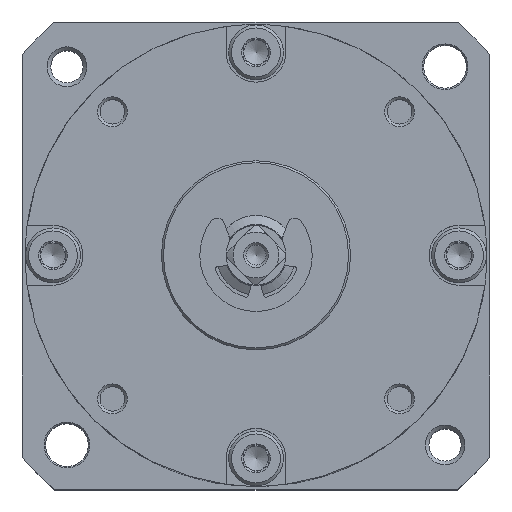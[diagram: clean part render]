
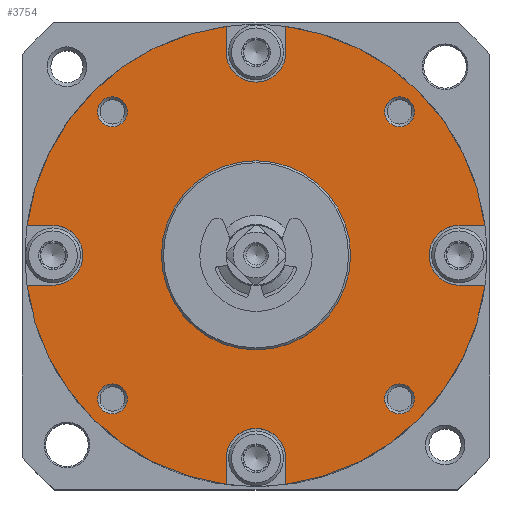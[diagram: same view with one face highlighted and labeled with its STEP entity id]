
A CAD part, top view. The second image highlights one B-rep face of the part: STEP entity #3754.
In plain terms, the highlighted face is planar.
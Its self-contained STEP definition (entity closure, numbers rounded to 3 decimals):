
#54=PLANE('',#4090);
#303=LINE('',#6099,#523);
#304=LINE('',#6103,#524);
#305=LINE('',#6104,#525);
#306=LINE('',#6108,#526);
#307=LINE('',#6109,#527);
#308=LINE('',#6113,#528);
#309=LINE('',#6114,#529);
#310=LINE('',#6118,#530);
#523=VECTOR('',#4697,1000.);
#524=VECTOR('',#4700,1000.);
#525=VECTOR('',#4701,1000.);
#526=VECTOR('',#4704,1000.);
#527=VECTOR('',#4705,1000.);
#528=VECTOR('',#4708,1000.);
#529=VECTOR('',#4709,1000.);
#530=VECTOR('',#4712,1000.);
#808=ORIENTED_EDGE('',*,*,#1828,.F.);
#809=ORIENTED_EDGE('',*,*,#1829,.F.);
#810=ORIENTED_EDGE('',*,*,#1830,.T.);
#811=ORIENTED_EDGE('',*,*,#1821,.F.);
#812=ORIENTED_EDGE('',*,*,#1831,.F.);
#813=ORIENTED_EDGE('',*,*,#1832,.T.);
#814=ORIENTED_EDGE('',*,*,#1833,.T.);
#815=ORIENTED_EDGE('',*,*,#1817,.F.);
#816=ORIENTED_EDGE('',*,*,#1834,.F.);
#817=ORIENTED_EDGE('',*,*,#1835,.T.);
#818=ORIENTED_EDGE('',*,*,#1836,.T.);
#819=ORIENTED_EDGE('',*,*,#1813,.F.);
#820=ORIENTED_EDGE('',*,*,#1837,.F.);
#821=ORIENTED_EDGE('',*,*,#1838,.T.);
#822=ORIENTED_EDGE('',*,*,#1839,.T.);
#823=ORIENTED_EDGE('',*,*,#1825,.F.);
#824=ORIENTED_EDGE('',*,*,#1840,.T.);
#825=ORIENTED_EDGE('',*,*,#1841,.T.);
#826=ORIENTED_EDGE('',*,*,#1842,.T.);
#827=ORIENTED_EDGE('',*,*,#1843,.T.);
#828=ORIENTED_EDGE('',*,*,#1844,.T.);
#1813=EDGE_CURVE('',#2298,#2300,#2644,.T.);
#1817=EDGE_CURVE('',#2303,#2304,#2646,.T.);
#1821=EDGE_CURVE('',#2307,#2308,#2648,.T.);
#1825=EDGE_CURVE('',#2311,#2312,#2650,.T.);
#1828=EDGE_CURVE('',#2314,#2311,#303,.T.);
#1829=EDGE_CURVE('',#2315,#2314,#2652,.F.);
#1830=EDGE_CURVE('',#2315,#2308,#304,.T.);
#1831=EDGE_CURVE('',#2316,#2307,#305,.T.);
#1832=EDGE_CURVE('',#2316,#2317,#2653,.T.);
#1833=EDGE_CURVE('',#2317,#2304,#306,.T.);
#1834=EDGE_CURVE('',#2318,#2303,#307,.T.);
#1835=EDGE_CURVE('',#2318,#2319,#2654,.T.);
#1836=EDGE_CURVE('',#2319,#2300,#308,.T.);
#1837=EDGE_CURVE('',#2320,#2298,#309,.T.);
#1838=EDGE_CURVE('',#2320,#2321,#2655,.T.);
#1839=EDGE_CURVE('',#2321,#2312,#310,.T.);
#1840=EDGE_CURVE('',#2322,#2322,#2656,.T.);
#1841=EDGE_CURVE('',#2323,#2323,#2657,.T.);
#1842=EDGE_CURVE('',#2324,#2324,#2658,.T.);
#1843=EDGE_CURVE('',#2325,#2325,#2659,.T.);
#1844=EDGE_CURVE('',#2326,#2326,#2660,.T.);
#2298=VERTEX_POINT('',#6067);
#2300=VERTEX_POINT('',#6070);
#2303=VERTEX_POINT('',#6076);
#2304=VERTEX_POINT('',#6078);
#2307=VERTEX_POINT('',#6084);
#2308=VERTEX_POINT('',#6086);
#2311=VERTEX_POINT('',#6092);
#2312=VERTEX_POINT('',#6094);
#2314=VERTEX_POINT('',#6100);
#2315=VERTEX_POINT('',#6102);
#2316=VERTEX_POINT('',#6105);
#2317=VERTEX_POINT('',#6107);
#2318=VERTEX_POINT('',#6110);
#2319=VERTEX_POINT('',#6112);
#2320=VERTEX_POINT('',#6115);
#2321=VERTEX_POINT('',#6117);
#2322=VERTEX_POINT('',#6120);
#2323=VERTEX_POINT('',#6122);
#2324=VERTEX_POINT('',#6124);
#2325=VERTEX_POINT('',#6126);
#2326=VERTEX_POINT('',#6128);
#2644=CIRCLE('',#4082,23.2);
#2646=CIRCLE('',#4084,23.2);
#2648=CIRCLE('',#4086,23.2);
#2650=CIRCLE('',#4088,23.2);
#2652=CIRCLE('',#4091,3.);
#2653=CIRCLE('',#4092,3.);
#2654=CIRCLE('',#4093,3.);
#2655=CIRCLE('',#4094,3.);
#2656=CIRCLE('',#4095,1.5);
#2657=CIRCLE('',#4096,1.5);
#2658=CIRCLE('',#4097,1.5);
#2659=CIRCLE('',#4098,1.5);
#2660=CIRCLE('',#4099,9.5);
#2883=EDGE_LOOP('',(#808,#809,#810,#811,#812,#813,#814,#815,#816,#817,#818,
#819,#820,#821,#822,#823));
#2884=EDGE_LOOP('',(#824));
#2885=EDGE_LOOP('',(#825));
#2886=EDGE_LOOP('',(#826));
#2887=EDGE_LOOP('',(#827));
#2888=EDGE_LOOP('',(#828));
#3285=FACE_BOUND('',#2883,.T.);
#3286=FACE_BOUND('',#2884,.T.);
#3287=FACE_BOUND('',#2885,.T.);
#3288=FACE_BOUND('',#2886,.T.);
#3289=FACE_BOUND('',#2887,.T.);
#3290=FACE_BOUND('',#2888,.T.);
#3754=ADVANCED_FACE('',(#3285,#3286,#3287,#3288,#3289,#3290),#54,.F.);
#4082=AXIS2_PLACEMENT_3D('',#6069,#4672,#4673);
#4084=AXIS2_PLACEMENT_3D('',#6077,#4678,#4679);
#4086=AXIS2_PLACEMENT_3D('',#6085,#4684,#4685);
#4088=AXIS2_PLACEMENT_3D('',#6093,#4690,#4691);
#4090=AXIS2_PLACEMENT_3D('',#6098,#4695,#4696);
#4091=AXIS2_PLACEMENT_3D('',#6101,#4698,#4699);
#4092=AXIS2_PLACEMENT_3D('',#6106,#4702,#4703);
#4093=AXIS2_PLACEMENT_3D('',#6111,#4706,#4707);
#4094=AXIS2_PLACEMENT_3D('',#6116,#4710,#4711);
#4095=AXIS2_PLACEMENT_3D('',#6119,#4713,#4714);
#4096=AXIS2_PLACEMENT_3D('',#6121,#4715,#4716);
#4097=AXIS2_PLACEMENT_3D('',#6123,#4717,#4718);
#4098=AXIS2_PLACEMENT_3D('',#6125,#4719,#4720);
#4099=AXIS2_PLACEMENT_3D('',#6127,#4721,#4722);
#4672=DIRECTION('',(1.,0.,0.));
#4673=DIRECTION('',(0.,0.,-1.));
#4678=DIRECTION('',(1.,0.,0.));
#4679=DIRECTION('',(0.,0.,-1.));
#4684=DIRECTION('',(1.,0.,0.));
#4685=DIRECTION('',(0.,0.,-1.));
#4690=DIRECTION('',(1.,0.,0.));
#4691=DIRECTION('',(0.,0.,-1.));
#4695=DIRECTION('',(1.,0.,0.));
#4696=DIRECTION('',(0.,0.,-1.));
#4697=DIRECTION('',(0.,1.,0.));
#4698=DIRECTION('',(1.,0.,0.));
#4699=DIRECTION('',(0.,0.,-1.));
#4700=DIRECTION('',(0.,1.,0.));
#4701=DIRECTION('',(0.,0.,-1.));
#4702=DIRECTION('',(1.,0.,0.));
#4703=DIRECTION('',(0.,0.,-1.));
#4704=DIRECTION('',(0.,0.,-1.));
#4705=DIRECTION('',(0.,-1.,0.));
#4706=DIRECTION('',(1.,0.,0.));
#4707=DIRECTION('',(0.,0.,-1.));
#4708=DIRECTION('',(0.,-1.,0.));
#4709=DIRECTION('',(0.,0.,1.));
#4710=DIRECTION('',(1.,0.,0.));
#4711=DIRECTION('',(0.,0.,-1.));
#4712=DIRECTION('',(0.,0.,1.));
#4713=DIRECTION('',(1.,0.,0.));
#4714=DIRECTION('',(0.,0.,-1.));
#4715=DIRECTION('',(1.,0.,0.));
#4716=DIRECTION('',(0.,0.,-1.));
#4717=DIRECTION('',(1.,0.,0.));
#4718=DIRECTION('',(0.,0.,-1.));
#4719=DIRECTION('',(1.,0.,0.));
#4720=DIRECTION('',(0.,0.,-1.));
#4721=DIRECTION('',(1.,0.,0.));
#4722=DIRECTION('',(0.,0.,-1.));
#6067=CARTESIAN_POINT('',(-46.,-3.,23.005));
#6069=CARTESIAN_POINT('',(-46.,0.,0.));
#6070=CARTESIAN_POINT('',(-46.,-23.005,3.));
#6076=CARTESIAN_POINT('',(-46.,-23.005,-3.));
#6077=CARTESIAN_POINT('',(-46.,0.,0.));
#6078=CARTESIAN_POINT('',(-46.,-3.,-23.005));
#6084=CARTESIAN_POINT('',(-46.,3.,-23.005));
#6085=CARTESIAN_POINT('',(-46.,0.,0.));
#6086=CARTESIAN_POINT('',(-46.,23.005,-3.));
#6092=CARTESIAN_POINT('',(-46.,23.005,3.));
#6093=CARTESIAN_POINT('',(-46.,0.,0.));
#6094=CARTESIAN_POINT('',(-46.,3.,23.005));
#6098=CARTESIAN_POINT('',(-46.,9.5,0.));
#6099=CARTESIAN_POINT('',(-46.,9.5,3.));
#6100=CARTESIAN_POINT('',(-46.,20.4,3.));
#6101=CARTESIAN_POINT('',(-46.,20.4,0.));
#6102=CARTESIAN_POINT('',(-46.,20.4,-3.));
#6103=CARTESIAN_POINT('',(-46.,20.4,-3.));
#6104=CARTESIAN_POINT('',(-46.,3.,0.));
#6105=CARTESIAN_POINT('',(-46.,3.,-20.4));
#6106=CARTESIAN_POINT('',(-46.,0.,-20.4));
#6107=CARTESIAN_POINT('',(-46.,-3.,-20.4));
#6108=CARTESIAN_POINT('',(-46.,-3.,-20.4));
#6109=CARTESIAN_POINT('',(-46.,9.5,-3.));
#6110=CARTESIAN_POINT('',(-46.,-20.4,-3.));
#6111=CARTESIAN_POINT('',(-46.,-20.4,0.));
#6112=CARTESIAN_POINT('',(-46.,-20.4,3.));
#6113=CARTESIAN_POINT('',(-46.,-20.4,3.));
#6114=CARTESIAN_POINT('',(-46.,-3.,0.));
#6115=CARTESIAN_POINT('',(-46.,-3.,20.4));
#6116=CARTESIAN_POINT('',(-46.,0.,20.4));
#6117=CARTESIAN_POINT('',(-46.,3.,20.4));
#6118=CARTESIAN_POINT('',(-46.,3.,20.4));
#6119=CARTESIAN_POINT('',(-46.,14.425,-14.425));
#6120=CARTESIAN_POINT('',(-46.,14.425,-15.925));
#6121=CARTESIAN_POINT('',(-46.,-14.425,14.425));
#6122=CARTESIAN_POINT('',(-46.,-14.425,12.925));
#6123=CARTESIAN_POINT('',(-46.,-14.425,-14.425));
#6124=CARTESIAN_POINT('',(-46.,-14.425,-15.925));
#6125=CARTESIAN_POINT('',(-46.,14.425,14.425));
#6126=CARTESIAN_POINT('',(-46.,14.425,12.925));
#6127=CARTESIAN_POINT('',(-46.,0.,0.));
#6128=CARTESIAN_POINT('',(-46.,0.,-9.5));
